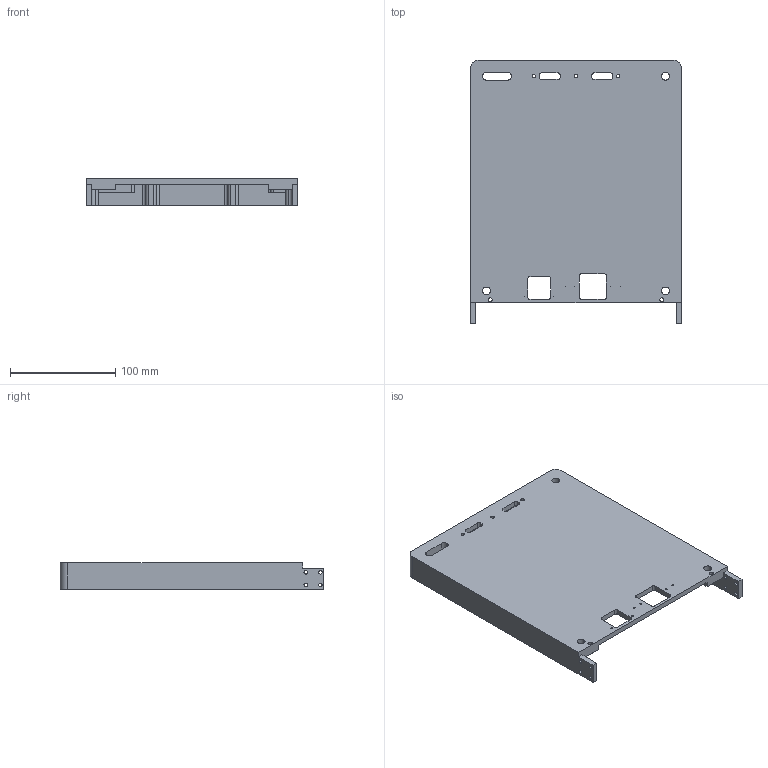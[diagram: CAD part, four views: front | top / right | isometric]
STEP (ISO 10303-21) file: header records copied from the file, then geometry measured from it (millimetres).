
FILE_DESCRIPTION (( 'STEP AP214' ), '1' );
FILE_NAME ('nap truoc.STEP', '2018-07-09T07:22:19', ( '' ), ( '' ), 'SwSTEP 2.0', 'SolidWorks 2018', '' );
FILE_SCHEMA (( 'AUTOMOTIVE_DESIGN' ));
Length unit declared in the file: millimetre
Products named in the file (1): nap truoc
Bounding box: 200 x 250 x 25 mm (x, y, z)
Volume: 305849.4 mm3; surface area: 126887 mm2
Topology: 1 solids, 1 shells, 231 faces, 645 edges, 403 vertices
Faces by surface type: cylinder 134, plane 65, cone 32
Entity records: 7729 total; most frequent: DIRECTION 1345, CARTESIAN_POINT 1248, ORIENTED_EDGE 1226, EDGE_CURVE 613, AXIS2_PLACEMENT_3D 500, VERTEX_POINT 403, VECTOR 345, LINE 345
